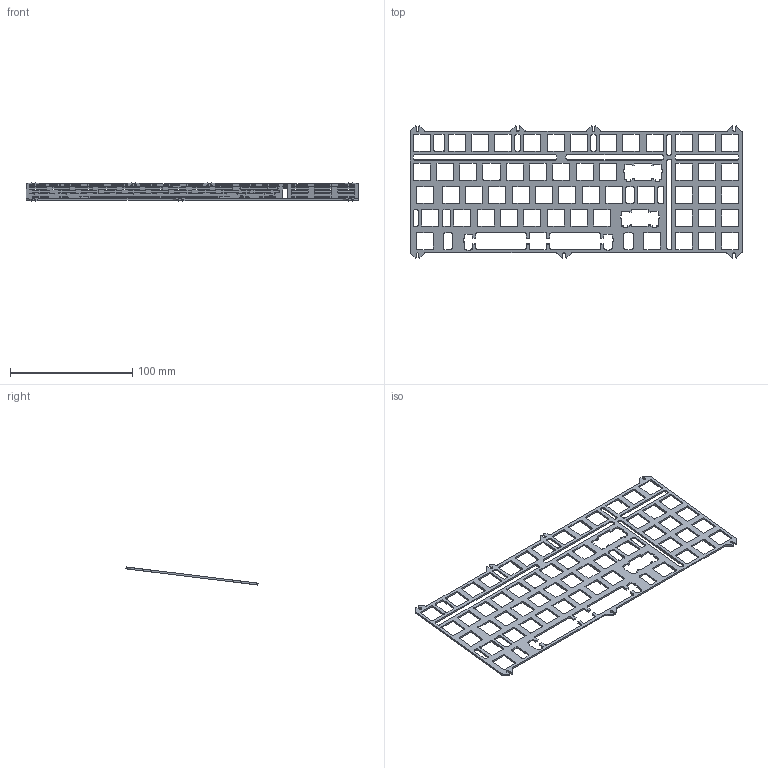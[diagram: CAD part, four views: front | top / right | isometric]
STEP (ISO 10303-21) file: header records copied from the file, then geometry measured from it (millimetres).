
FILE_DESCRIPTION(/* description */ (''),/* implementation_level */ '2;1');
FILE_NAME(/* name */ 'QKL_PLATE v2.step',/* time_stamp */ '2022-02-18T09:08:20+01:00',/* author */ (''),/* organization */ (''),/* preprocessor_version */ 'ST-DEVELOPER v18.1',/* originating_system */ 'Autodesk Translation Framework v10.13.0.1454',/* authorisation */ '');
FILE_SCHEMA (('AUTOMOTIVE_DESIGN { 1 0 10303 214 3 1 1 }'));
Length unit declared in the file: millimetre
Products named in the file (1): QKL_PLATE
Bounding box: 271.46 x 107.97 x 14.72 mm (x, y, z)
Volume: 18131.5 mm3; surface area: 32255.3 mm2
Topology: 1 solids, 1 shells, 818 faces, 2448 edges, 1632 vertices
Faces by surface type: plane 440, cylinder 378
Entity records: 28032 total; most frequent: CARTESIAN_POINT 4899, ORIENTED_EDGE 4896, DIRECTION 4842, EDGE_CURVE 2448, LINE 1692, VECTOR 1692, VERTEX_POINT 1632, AXIS2_PLACEMENT_3D 1575
